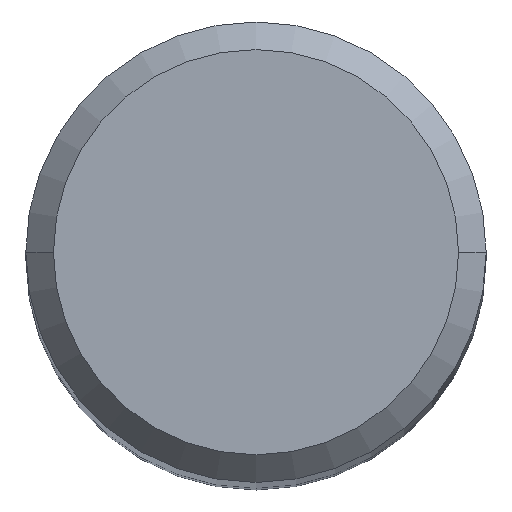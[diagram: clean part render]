
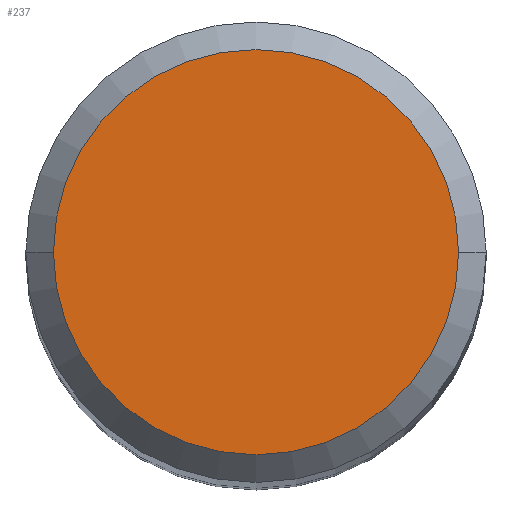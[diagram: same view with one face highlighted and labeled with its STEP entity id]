
A CAD part, top view. The second image highlights one B-rep face of the part: STEP entity #237.
In plain terms, the highlighted planar face has unit normal (0, 0, 1).
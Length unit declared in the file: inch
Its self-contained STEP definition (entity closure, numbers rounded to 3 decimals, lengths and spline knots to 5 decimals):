
#12 = ORIENTED_EDGE ( 'NONE', *, *, #242, .T. ) ;
#16 = AXIS2_PLACEMENT_3D ( 'NONE', #55, #295, #273 ) ;
#33 = PLANE ( 'NONE',  #120 ) ;
#55 = CARTESIAN_POINT ( 'NONE',  ( 0., 0., 2.5 ) ) ;
#60 = ORIENTED_EDGE ( 'NONE', *, *, #169, .T. ) ;
#106 = CARTESIAN_POINT ( 'NONE',  ( 0., 0., 2.5 ) ) ;
#120 = AXIS2_PLACEMENT_3D ( 'NONE', #106, #310, #283 ) ;
#130 = CIRCLE ( 'NONE', #16, 0.11 ) ;
#154 = CARTESIAN_POINT ( 'NONE',  ( 0., 0., 2.5 ) ) ;
#157 = CIRCLE ( 'NONE', #326, 0.11 ) ;
#160 = FACE_OUTER_BOUND ( 'NONE', #293, .T. ) ;
#169 = EDGE_CURVE ( 'NONE', #322, #267, #157, .T. ) ;
#197 = CARTESIAN_POINT ( 'NONE',  ( -0.11, 0., 2.5 ) ) ;
#222 = CARTESIAN_POINT ( 'NONE',  ( 0.11, 0., 2.5 ) ) ;
#236 = DIRECTION ( 'NONE',  ( 1., 0., 0. ) ) ;
#237 = ADVANCED_FACE ( 'NONE', ( #160 ), #33, .T. ) ;
#242 = EDGE_CURVE ( 'NONE', #267, #322, #130, .T. ) ;
#267 = VERTEX_POINT ( 'NONE', #222 ) ;
#273 = DIRECTION ( 'NONE',  ( 1., 0., 0. ) ) ;
#283 = DIRECTION ( 'NONE',  ( 1., 0., 0. ) ) ;
#293 = EDGE_LOOP ( 'NONE', ( #60, #12 ) ) ;
#295 = DIRECTION ( 'NONE',  ( 0., 0., 1. ) ) ;
#310 = DIRECTION ( 'NONE',  ( 0., 0., 1. ) ) ;
#312 = DIRECTION ( 'NONE',  ( 0., 0., 1. ) ) ;
#322 = VERTEX_POINT ( 'NONE', #197 ) ;
#326 = AXIS2_PLACEMENT_3D ( 'NONE', #154, #312, #236 ) ;
